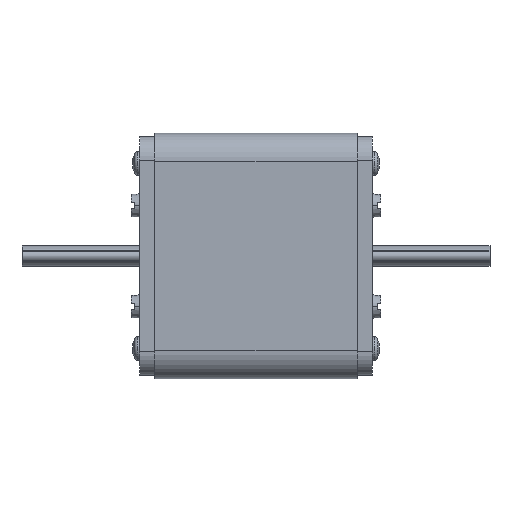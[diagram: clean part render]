
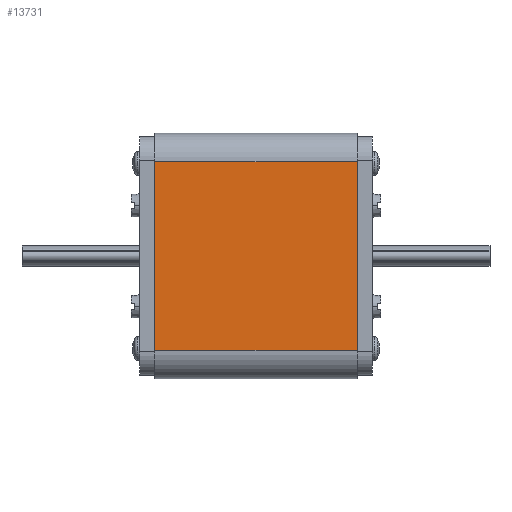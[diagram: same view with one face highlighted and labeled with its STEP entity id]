
A CAD part, front view. The second image highlights one B-rep face of the part: STEP entity #13731.
In plain terms, the highlighted planar face has unit normal (0, -1, 0).
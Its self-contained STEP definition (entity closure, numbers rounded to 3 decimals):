
#34=DIRECTION('',(0.,0.,-1.));
#35=VECTOR('',#34,56.);
#36=CARTESIAN_POINT('',(-30.,-36.5,28.));
#37=LINE('',#36,#35);
#74=DIRECTION('',(-1.,0.,0.));
#75=VECTOR('',#74,60.);
#76=CARTESIAN_POINT('',(30.,-36.5,-28.));
#77=LINE('',#76,#75);
#78=DIRECTION('',(-1.,0.,0.));
#79=VECTOR('',#78,60.);
#80=CARTESIAN_POINT('',(30.,-36.5,28.));
#81=LINE('',#80,#79);
#111=DIRECTION('',(0.,0.,-1.));
#112=VECTOR('',#111,56.);
#113=CARTESIAN_POINT('',(30.,-36.5,28.));
#114=LINE('',#113,#112);
#12690=CARTESIAN_POINT('',(-30.,-36.5,-28.));
#12692=VERTEX_POINT('',#12690);
#12693=CARTESIAN_POINT('',(30.,-36.5,-28.));
#12694=VERTEX_POINT('',#12693);
#12713=CARTESIAN_POINT('',(-30.,-36.5,28.));
#12715=VERTEX_POINT('',#12713);
#12719=CARTESIAN_POINT('',(30.,-36.5,28.));
#12720=VERTEX_POINT('',#12719);
#13718=CARTESIAN_POINT('',(-30.,-36.5,36.5));
#13719=DIRECTION('',(0.,-1.,0.));
#13720=DIRECTION('',(0.,0.,-1.));
#13721=AXIS2_PLACEMENT_3D('',#13718,#13719,#13720);
#13722=PLANE('',#13721);
#13723=ORIENTED_EDGE('',*,*,#13709,.T.);
#13724=ORIENTED_EDGE('',*,*,#13680,.F.);
#13726=ORIENTED_EDGE('',*,*,#13725,.F.);
#13728=ORIENTED_EDGE('',*,*,#13727,.T.);
#13729=EDGE_LOOP('',(#13723,#13724,#13726,#13728));
#13730=FACE_OUTER_BOUND('',#13729,.F.);
#13731=ADVANCED_FACE('',(#13730),#13722,.T.);
#13680=EDGE_CURVE('',#12715,#12692,#37,.T.);
#13709=EDGE_CURVE('',#12694,#12692,#77,.T.);
#13725=EDGE_CURVE('',#12720,#12715,#81,.T.);
#13727=EDGE_CURVE('',#12720,#12694,#114,.T.);
